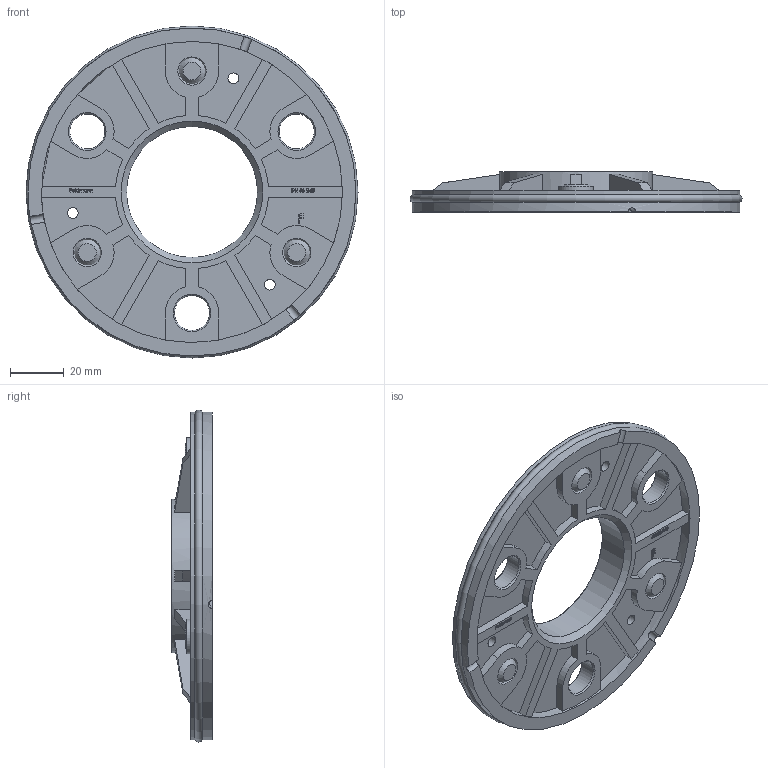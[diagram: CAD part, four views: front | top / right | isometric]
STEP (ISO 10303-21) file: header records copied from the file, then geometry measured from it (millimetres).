
FILE_DESCRIPTION (( 'STEP AP203' ), '1' );
FILE_NAME ('54156-240.step', '2023-11-29T13:22:06', ( '' ), ( '' ), 'SwSTEP 2.0', 'SolidWorks 2018', '' );
FILE_SCHEMA (( 'CONFIG_CONTROL_DESIGN' ));
Length unit declared in the file: millimetre
Products named in the file (4): 54156-240; DIN913_DIN 913 M10x10; 5415X-240 Teil2_54156-240 Teil2; 5415X-XXX Teil1_54156-240 Teil1
Assembly tree (5 placements, depth 2):
  54156-240
    5415X-XXX Teil1_54156-240 Teil1
    5415X-240 Teil2_54156-240 Teil2
    DIN913_DIN 913 M10x10  x3
Bounding box: 123.5 x 15 x 123.5 mm (x, y, z)
Volume: 63593.8 mm3; surface area: 37428.8 mm2
Topology: 5 solids, 5 shells, 442 faces, 1186 edges, 780 vertices
Faces by surface type: plane 268, bspline 90, cylinder 47, cone 35, torus 2
Full cylindrical faces by diameter (mm): 4 x3, 8.5 x3, 10 x3, 13 x3, 48.7 x1, 57 x1, 112 x1, 122 x2
Entity records: 17969 total; most frequent: CARTESIAN_POINT 7995, ORIENTED_EDGE 2104, DIRECTION 1648, EDGE_CURVE 1052, VERTEX_POINT 712, LINE 678, VECTOR 678, EDGE_LOOP 486
